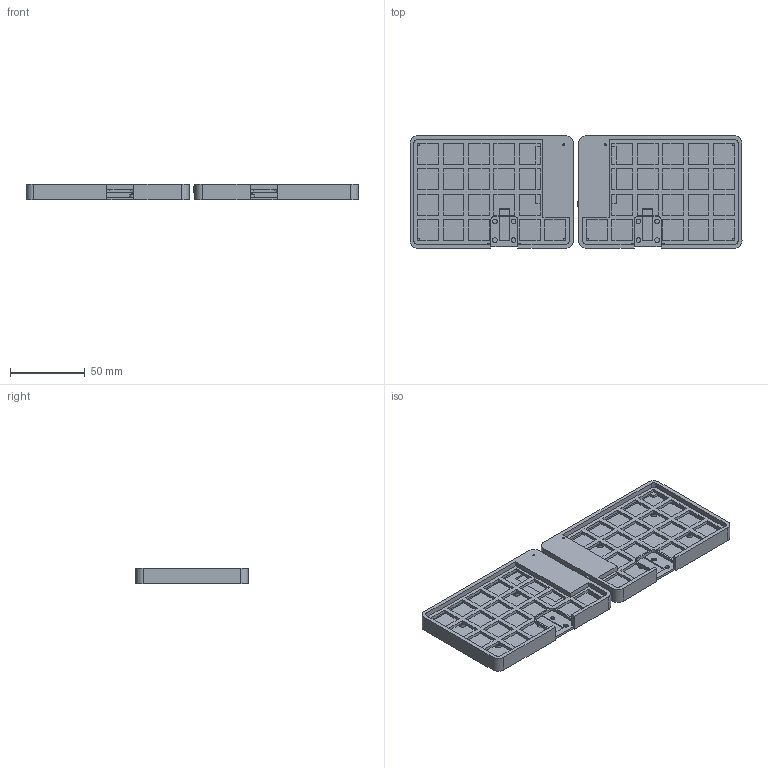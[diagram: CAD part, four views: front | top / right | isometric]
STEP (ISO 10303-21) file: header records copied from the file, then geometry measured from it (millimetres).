
FILE_DESCRIPTION(/* description */ (''),/* implementation_level */ '2;1');
FILE_NAME(/* name */ 'LisM.step',/* time_stamp */ '2025-11-23T20:28:49+09:00',/* author */ (''),/* organization */ (''),/* preprocessor_version */ 'ST-DEVELOPER v20.1',/* originating_system */ 'Autodesk Translation Framework v14.17.0.0',/* authorisation */ '');
FILE_SCHEMA (('AUTOMOTIVE_DESIGN { 1 0 10303 214 3 1 1 }'));
Length unit declared in the file: millimetre
Products named in the file (9): LisM; Left_BottomPart; Left_SwitchPlate; Left_Switch; Left_TopPart; Right_TopPart; Right_BottomPart; Right_SwitchPlate; Right_Switch
Assembly tree (8 placements, depth 2):
  LisM
    Left_BottomPart
    Left_SwitchPlate
    Left_Switch
    Left_TopPart
    Right_TopPart
    Right_BottomPart
    Right_SwitchPlate
    Right_Switch
Bounding box: 222.2 x 75.2 x 10.6 mm (x, y, z)
Volume: 48370.6 mm3; surface area: 76594.9 mm2
Topology: 10 solids, 10 shells, 628 faces, 1730 edges, 1140 vertices
Faces by surface type: plane 484, cylinder 128, torus 16
Full cylindrical faces by diameter (mm): 1.2 x2, 2 x6, 2.4 x2, 3.08 x8, 3.5 x2, 4 x6
Entity records: 20401 total; most frequent: CARTESIAN_POINT 3756, ORIENTED_EDGE 3460, DIRECTION 3222, EDGE_CURVE 1730, LINE 1434, VECTOR 1434, VERTEX_POINT 1140, AXIS2_PLACEMENT_3D 894
